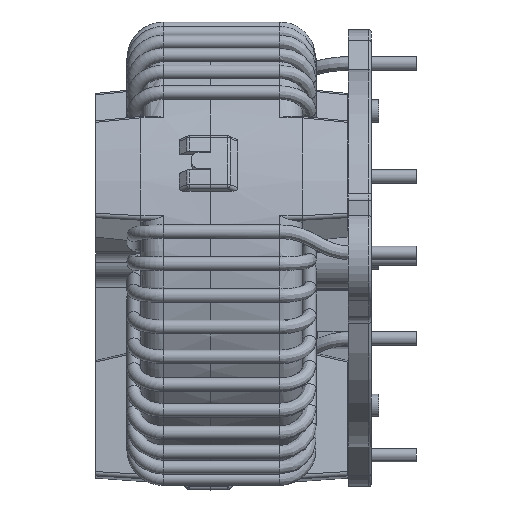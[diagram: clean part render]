
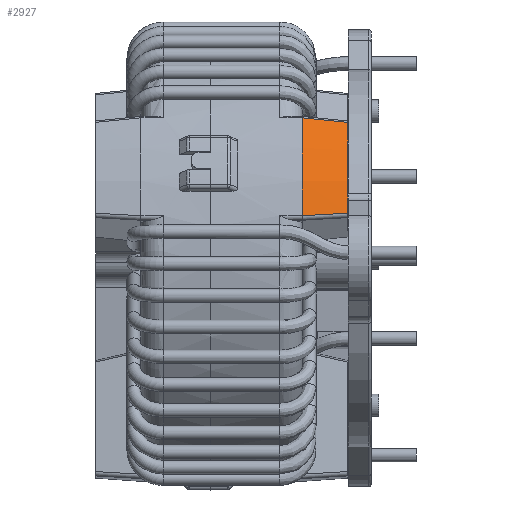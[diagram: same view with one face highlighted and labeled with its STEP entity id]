
A CAD part, left-side view. The second image highlights one B-rep face of the part: STEP entity #2927.
In plain terms, the highlighted conical face has half-angle 4 degrees and reference radius 29.34 mm.
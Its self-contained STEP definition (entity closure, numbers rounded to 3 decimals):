
#2927 = ADVANCED_FACE( '', ( #6053 ), #6054, .T. );
#6053 = FACE_OUTER_BOUND( '', #15786, .T. );
#6054 = CONICAL_SURFACE( '', #15787, 29.34, 0.07 );
#15786 = EDGE_LOOP( '', ( #24673, #24674, #24675, #24676 ) );
#15787 = AXIS2_PLACEMENT_3D( '', #24677, #24678, #24679 );
#24673 = ORIENTED_EDGE( '', *, *, #28746, .T. );
#24674 = ORIENTED_EDGE( '', *, *, #27303, .F. );
#24675 = ORIENTED_EDGE( '', *, *, #26306, .F. );
#24676 = ORIENTED_EDGE( '', *, *, #28696, .F. );
#24677 = CARTESIAN_POINT( '', ( 0., -3., 0. ) );
#24678 = DIRECTION( '', ( 0., 1., 0. ) );
#24679 = DIRECTION( '', ( 1., 0., 0. ) );
#26306 = EDGE_CURVE( '', #30397, #30399, #30400, .T. );
#27303 = EDGE_CURVE( '', #30399, #31980, #31981, .T. );
#28696 = EDGE_CURVE( '', #33802, #30397, #33803, .T. );
#28746 = EDGE_CURVE( '', #33802, #31980, #33857, .T. );
#30397 = VERTEX_POINT( '', #36221 );
#30399 = VERTEX_POINT( '', #36224 );
#30400 = CIRCLE( '', #36225, 29.55 );
#31980 = VERTEX_POINT( '', #38951 );
#31981 = B_SPLINE_CURVE_WITH_KNOTS( '', 3, ( #38952, #38953, #38954, #38955, #38956, #38957, #38958 ), .UNSPECIFIED., .F., .F., ( 4, 1, 1, 1, 4 ), ( 0., 0.246, 0.5, 0.75, 1. ), .UNSPECIFIED. );
#33802 = VERTEX_POINT( '', #41803 );
#33803 = B_SPLINE_CURVE_WITH_KNOTS( '', 3, ( #41804, #41805, #41806, #41807, #41808, #41809, #41810 ), .UNSPECIFIED., .F., .F., ( 4, 1, 1, 1, 4 ), ( 0., 0.25, 0.5, 0.754, 1. ), .UNSPECIFIED. );
#33857 = CIRCLE( '', #41878, 29.13 );
#36221 = CARTESIAN_POINT( '', ( -20.533, 0., 21.251 ) );
#36224 = CARTESIAN_POINT( '', ( -8.138, 0., 28.407 ) );
#36225 = AXIS2_PLACEMENT_3D( '', #43320, #43321, #43322 );
#38951 = CARTESIAN_POINT( '', ( -8.438, -6., 27.882 ) );
#38952 = CARTESIAN_POINT( '', ( -8.138, 0., 28.408 ) );
#38953 = CARTESIAN_POINT( '', ( -8.163, -0.491, 28.364 ) );
#38954 = CARTESIAN_POINT( '', ( -8.214, -1.49, 28.277 ) );
#38955 = CARTESIAN_POINT( '', ( -8.287, -2.99, 28.146 ) );
#38956 = CARTESIAN_POINT( '', ( -8.362, -4.499, 28.014 ) );
#38957 = CARTESIAN_POINT( '', ( -8.413, -5.5, 27.926 ) );
#38958 = CARTESIAN_POINT( '', ( -8.438, -6., 27.882 ) );
#41803 = CARTESIAN_POINT( '', ( -19.927, -6., 21.249 ) );
#41804 = CARTESIAN_POINT( '', ( -19.927, -6., 21.249 ) );
#41805 = CARTESIAN_POINT( '', ( -19.978, -5.5, 21.248 ) );
#41806 = CARTESIAN_POINT( '', ( -20.08, -4.499, 21.248 ) );
#41807 = CARTESIAN_POINT( '', ( -20.231, -2.99, 21.25 ) );
#41808 = CARTESIAN_POINT( '', ( -20.381, -1.49, 21.252 ) );
#41809 = CARTESIAN_POINT( '', ( -20.483, -0.491, 21.251 ) );
#41810 = CARTESIAN_POINT( '', ( -20.533, 0., 21.251 ) );
#41878 = AXIS2_PLACEMENT_3D( '', #46048, #46049, #46050 );
#43320 = CARTESIAN_POINT( '', ( 0., 0., 0. ) );
#43321 = DIRECTION( '', ( 0., 1., 0. ) );
#43322 = DIRECTION( '', ( -0.695, 0., 0.719 ) );
#46048 = CARTESIAN_POINT( '', ( 0., -6., 0. ) );
#46049 = DIRECTION( '', ( 0., 1., 0. ) );
#46050 = DIRECTION( '', ( -0.684, 0., 0.729 ) );
